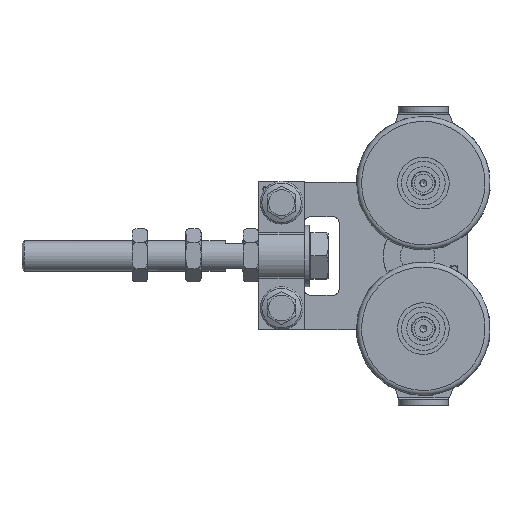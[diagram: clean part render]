
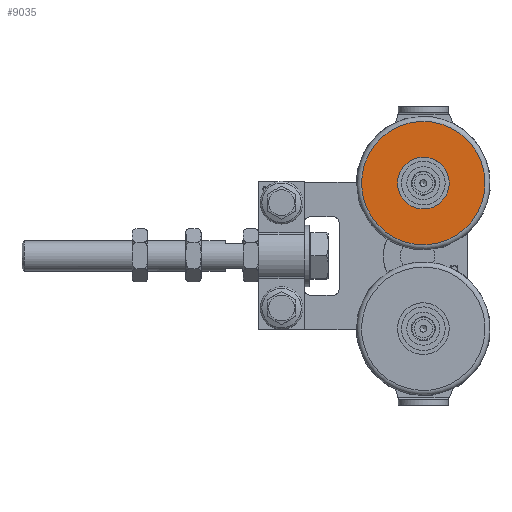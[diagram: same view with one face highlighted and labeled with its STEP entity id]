
A CAD part, top view. The second image highlights one B-rep face of the part: STEP entity #9035.
In plain terms, the highlighted face is planar.
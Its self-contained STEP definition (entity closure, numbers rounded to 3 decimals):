
#701=FACE_BOUND('',#2076,.T.);
#931=CIRCLE('',#10030,13.5);
#932=CIRCLE('',#10032,32.226);
#1510=FACE_OUTER_BOUND('',#2075,.T.);
#2075=EDGE_LOOP('',(#7840));
#2076=EDGE_LOOP('',(#7841));
#4292=VERTEX_POINT('',#15826);
#4293=VERTEX_POINT('',#15830);
#5518=EDGE_CURVE('',#4292,#4292,#931,.T.);
#5519=EDGE_CURVE('',#4293,#4293,#932,.T.);
#7840=ORIENTED_EDGE('',*,*,#5519,.F.);
#7841=ORIENTED_EDGE('',*,*,#5518,.T.);
#8581=PLANE('',#10031);
#9035=ADVANCED_FACE('',(#1510,#701),#8581,.T.);
#10030=AXIS2_PLACEMENT_3D('',#15828,#12179,#12180);
#10031=AXIS2_PLACEMENT_3D('',#15829,#12181,#12182);
#10032=AXIS2_PLACEMENT_3D('',#15831,#12183,#12184);
#12179=DIRECTION('center_axis',(1.,0.,0.));
#12180=DIRECTION('ref_axis',(0.,1.,0.));
#12181=DIRECTION('center_axis',(-1.,0.,0.));
#12182=DIRECTION('ref_axis',(0.,0.,1.));
#12183=DIRECTION('center_axis',(1.,0.,0.));
#12184=DIRECTION('ref_axis',(0.,1.,0.));
#15826=CARTESIAN_POINT('',(0.,-13.5,0.));
#15828=CARTESIAN_POINT('Origin',(0.,0.,0.));
#15829=CARTESIAN_POINT('Origin',(0.,22.863,
0.));
#15830=CARTESIAN_POINT('',(0.,0.,32.226));
#15831=CARTESIAN_POINT('Origin',(0.,0.,0.));
